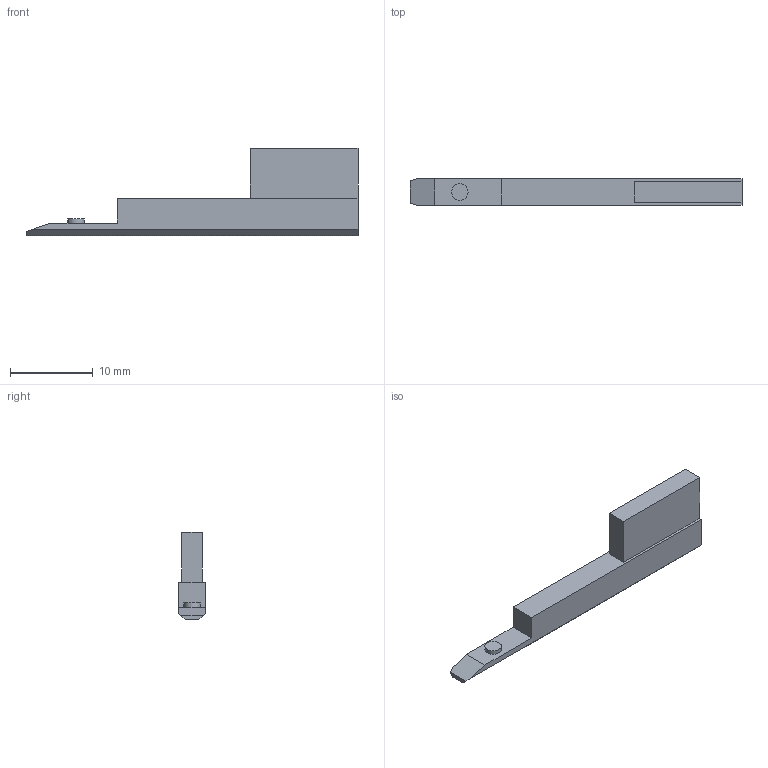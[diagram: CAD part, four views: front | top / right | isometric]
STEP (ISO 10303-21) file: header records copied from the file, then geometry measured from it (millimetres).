
FILE_DESCRIPTION(/* description */ (''),/* implementation_level */ '2;1');
FILE_NAME(/* name */ 'nut tool.stp',/* time_stamp */ '2023-11-20T10:01:09-05:00',/* author */ ('berts'),/* organization */ (''),/* preprocessor_version */ 'ST-DEVELOPER v19',/* originating_system */ 'Autodesk Inventor 2023',/* authorisation */ '');
FILE_SCHEMA (('AUTOMOTIVE_DESIGN { 1 0 10303 214 3 1 1 }'));
Length unit declared in the file: inch
Products named in the file (1): nut tool
Bounding box: 40 x 3.17 x 10.5 mm (x, y, z)
Volume: 636 mm3; surface area: 723.6 mm2
Topology: 1 solids, 1 shells, 17 faces, 42 edges, 28 vertices
Faces by surface type: plane 16, cylinder 1
Full cylindrical faces by diameter (mm): 2 x1
Entity records: 543 total; most frequent: CARTESIAN_POINT 88, ORIENTED_EDGE 84, DIRECTION 80, EDGE_CURVE 42, LINE 40, VECTOR 40, VERTEX_POINT 28, AXIS2_PLACEMENT_3D 20
